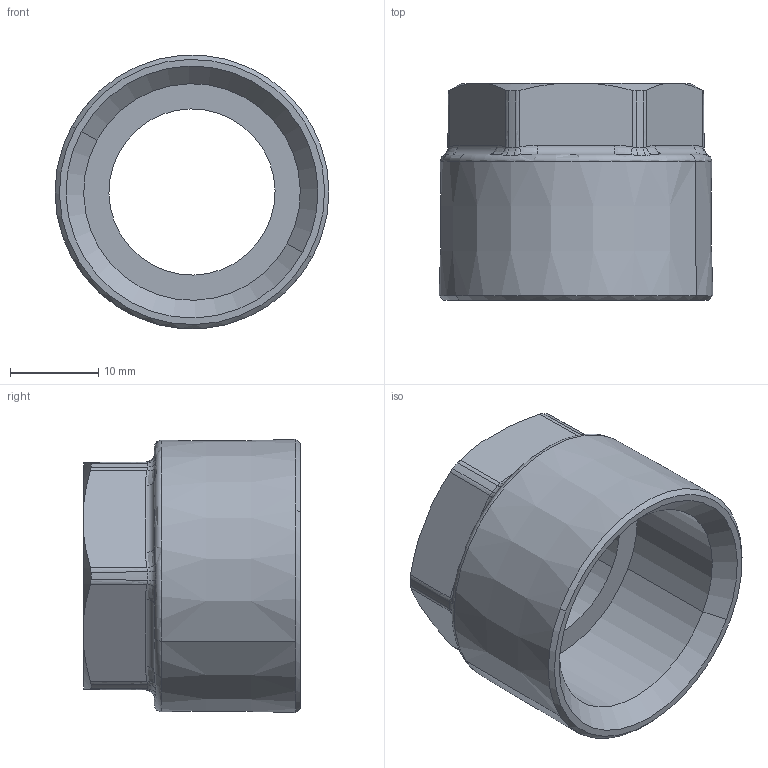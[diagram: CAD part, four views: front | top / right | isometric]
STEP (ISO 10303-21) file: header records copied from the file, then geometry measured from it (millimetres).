
FILE_DESCRIPTION(('CATIA V5 STEP Exchange'),'2;1');
FILE_NAME('STEP_599154_-_TST.stp','2018-12-04T14:03:56+00:00',('none'),('none'),'CATIA Version 5-6 Release 2016 SP4','CATIA V5 STEP AP203','none');
FILE_SCHEMA(('CONFIG_CONTROL_DESIGN'));
Length unit declared in the file: millimetre
Products named in the file (1): 599154 - TST
Bounding box: 30.99 x 24.5 x 30.89 mm (x, y, z)
Volume: 7161.5 mm3; surface area: 4691.2 mm2
Topology: 1 solids, 1 shells, 89 faces, 216 edges, 130 vertices
Faces by surface type: bspline 36, cone 20, plane 15, cylinder 10, torus 8
Entity records: 3620 total; most frequent: CARTESIAN_POINT 1947, ORIENTED_EDGE 432, EDGE_CURVE 216, DIRECTION 161, VERTEX_POINT 130, B_SPLINE_CURVE_WITH_KNOTS 119, AXIS2_PLACEMENT_3D 100, EDGE_LOOP 92
